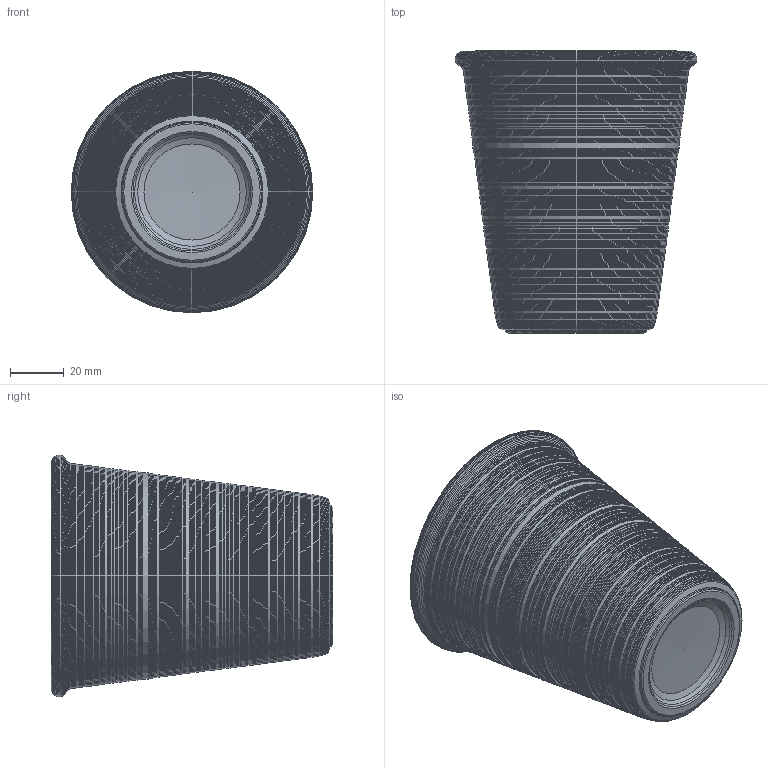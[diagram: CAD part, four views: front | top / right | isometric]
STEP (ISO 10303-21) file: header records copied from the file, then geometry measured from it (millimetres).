
FILE_DESCRIPTION(('Open CASCADE Model'),'2;1');
FILE_NAME('Open CASCADE Shape Model','2026-03-18T17:25:19',('Author'),( 'Open CASCADE'),'Open CASCADE STEP processor 7.8','Open CASCADE 7.8' ,'Unknown');
FILE_SCHEMA(('AUTOMOTIVE_DESIGN { 1 0 10303 214 1 1 1 1 }'));
Length unit declared in the file: millimetre
Products named in the file (1): Open CASCADE STEP translator 7.8 2
Bounding box: 90 x 105 x 90 mm (x, y, z)
Volume: 126827.3 mm3; surface area: 49417.4 mm2
Topology: 1 solids, 1 shells, 386 faces, 771 edges, 387 vertices
Faces by surface type: cone 344, cylinder 40, plane 2
Full cylindrical faces by diameter (mm): 1.271 x1, 55.464 x1, 56.62 x1, 58.931 x1, 60.071 x1, 60.784 x1, 61.242 x1, 61.496 x1, 62.209 x1, 62.922 x1, 63.553 x1, 63.634 x1, 64.347 x1, 65.059 x1, 65.772 x1, 65.864 x1, 66.485 x1, 67.197 x1, 68.175 x1, 68.622 x1, 69.335 x1, 70.048 x1, 70.76 x1, 71.473 x1, 72.185 x1, 72.898 x1, 73.61 x1, 74.323 x1, 75.036 x1, 75.748 x1
Entity records: 19649 total; most frequent: DIRECTION 3466, CARTESIAN_POINT 3081, LINE 1918, VECTOR 1918, ORIENTED_EDGE 1538, PCURVE 1538, DEFINITIONAL_REPRESENTATION 1538, AXIS2_PLACEMENT_3D 772
